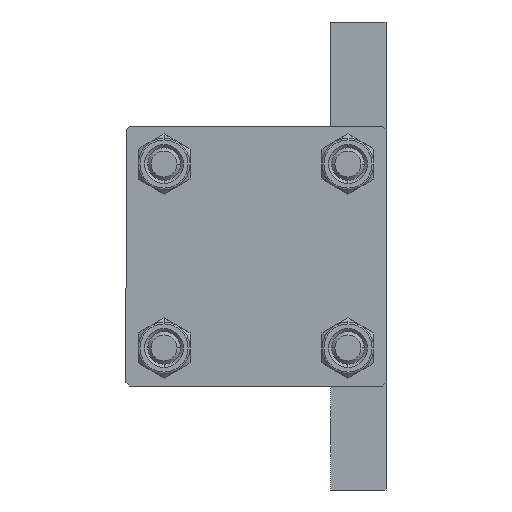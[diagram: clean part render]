
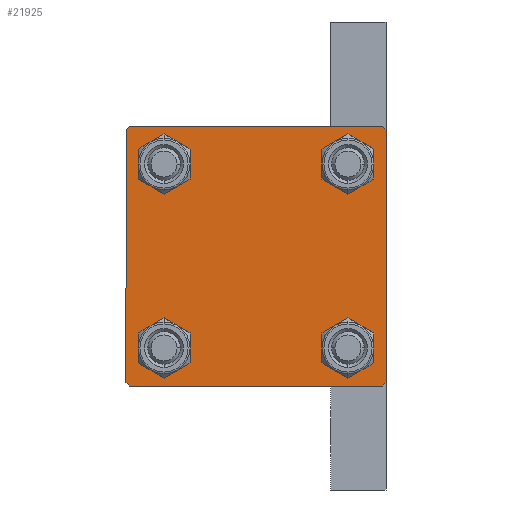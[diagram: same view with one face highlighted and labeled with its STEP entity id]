
A CAD part, left-side view. The second image highlights one B-rep face of the part: STEP entity #21925.
In plain terms, the highlighted planar face has unit normal (-1, 0, 0).
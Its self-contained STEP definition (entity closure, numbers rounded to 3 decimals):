
#102 = CARTESIAN_POINT ( 'NONE',  ( 0., -14.15, 14.15 ) ) ;
#341 = DIRECTION ( 'NONE',  ( 1., 0., 0. ) ) ;
#677 = ORIENTED_EDGE ( 'NONE', *, *, #10637, .T. ) ;
#989 = DIRECTION ( 'NONE',  ( 0., 0.707, 0.707 ) ) ;
#1111 = DIRECTION ( 'NONE',  ( 0., 0., -1. ) ) ;
#2216 = CARTESIAN_POINT ( 'NONE',  ( 0., -19.5, -20. ) ) ;
#3179 = EDGE_CURVE ( 'NONE', #34144, #46327, #4501, .T. ) ;
#3227 = EDGE_CURVE ( 'NONE', #27367, #8595, #26012, .T. ) ;
#3270 = VECTOR ( 'NONE', #34033, 1000. ) ;
#3801 = ORIENTED_EDGE ( 'NONE', *, *, #3227, .T. ) ;
#4501 = CIRCLE ( 'NONE', #36831, 3. ) ;
#4547 = CARTESIAN_POINT ( 'NONE',  ( 0., 20., 19.5 ) ) ;
#4684 = VERTEX_POINT ( 'NONE', #46898 ) ;
#5175 = CARTESIAN_POINT ( 'NONE',  ( 0., 20., -19.5 ) ) ;
#5409 = EDGE_CURVE ( 'NONE', #21547, #19905, #25970, .T. ) ;
#5691 = ORIENTED_EDGE ( 'NONE', *, *, #44008, .T. ) ;
#6446 = VECTOR ( 'NONE', #989, 1000. ) ;
#7011 = CIRCLE ( 'NONE', #8551, 3. ) ;
#7026 = EDGE_CURVE ( 'NONE', #19905, #10785, #36433, .T. ) ;
#7112 = CARTESIAN_POINT ( 'NONE',  ( 0., -14.15, -11.15 ) ) ;
#7175 = ORIENTED_EDGE ( 'NONE', *, *, #7578, .T. ) ;
#7257 = CARTESIAN_POINT ( 'NONE',  ( 0., -14.15, 11.15 ) ) ;
#7578 = EDGE_CURVE ( 'NONE', #15210, #21547, #16283, .T. ) ;
#7804 = AXIS2_PLACEMENT_3D ( 'NONE', #23658, #31359, #20290 ) ;
#7840 = LINE ( 'NONE', #19392, #44195 ) ;
#8527 = DIRECTION ( 'NONE',  ( 0., 0., 1. ) ) ;
#8551 = AXIS2_PLACEMENT_3D ( 'NONE', #102, #341, #43943 ) ;
#8595 = VERTEX_POINT ( 'NONE', #41684 ) ;
#8779 = CARTESIAN_POINT ( 'NONE',  ( 0., 0., 0. ) ) ;
#8906 = CARTESIAN_POINT ( 'NONE',  ( 0., -14.15, -17.15 ) ) ;
#10138 = DIRECTION ( 'NONE',  ( 1., 0., 0. ) ) ;
#10153 = CARTESIAN_POINT ( 'NONE',  ( 0., -20., 19.5 ) ) ;
#10615 = DIRECTION ( 'NONE',  ( 1., 0., 0. ) ) ;
#10637 = EDGE_CURVE ( 'NONE', #23229, #4684, #22412, .T. ) ;
#10785 = VERTEX_POINT ( 'NONE', #27685 ) ;
#12152 = FACE_OUTER_BOUND ( 'NONE', #19494, .T. ) ;
#12331 = DIRECTION ( 'NONE',  ( 0., 0., -1. ) ) ;
#12518 = CARTESIAN_POINT ( 'NONE',  ( 0., -19.75, 19.75 ) ) ;
#12675 = CARTESIAN_POINT ( 'NONE',  ( 0., 19.75, -19.75 ) ) ;
#14081 = VECTOR ( 'NONE', #12331, 1000. ) ;
#14293 = DIRECTION ( 'NONE',  ( 1., 0., 0. ) ) ;
#14573 = VECTOR ( 'NONE', #23070, 1000. ) ;
#15210 = VERTEX_POINT ( 'NONE', #5175 ) ;
#15659 = CARTESIAN_POINT ( 'NONE',  ( 0., 14.15, 14.15 ) ) ;
#16283 = LINE ( 'NONE', #12675, #30656 ) ;
#17816 = EDGE_CURVE ( 'NONE', #25993, #31332, #21019, .T. ) ;
#18309 = CARTESIAN_POINT ( 'NONE',  ( 0., 14.15, -14.15 ) ) ;
#18614 = LINE ( 'NONE', #44188, #3270 ) ;
#18834 = EDGE_LOOP ( 'NONE', ( #40832, #677 ) ) ;
#19316 = LINE ( 'NONE', #30397, #14081 ) ;
#19392 = CARTESIAN_POINT ( 'NONE',  ( 0., 20., 20. ) ) ;
#19494 = EDGE_LOOP ( 'NONE', ( #5691, #7175, #37563, #24348, #40145, #45949, #37946, #39943 ) ) ;
#19802 = VERTEX_POINT ( 'NONE', #25594 ) ;
#19905 = VERTEX_POINT ( 'NONE', #2216 ) ;
#20290 = DIRECTION ( 'NONE',  ( 0., 0., 1. ) ) ;
#21019 = CIRCLE ( 'NONE', #31786, 3. ) ;
#21178 = ORIENTED_EDGE ( 'NONE', *, *, #22128, .T. ) ;
#21547 = VERTEX_POINT ( 'NONE', #26758 ) ;
#21925 = ADVANCED_FACE ( 'NONE', ( #41803, #34320, #33841, #45176, #12152 ), #26360, .T. ) ;
#22128 = EDGE_CURVE ( 'NONE', #8595, #27367, #35451, .T. ) ;
#22412 = CIRCLE ( 'NONE', #7804, 3. ) ;
#23070 = DIRECTION ( 'NONE',  ( 0., -1., 0. ) ) ;
#23229 = VERTEX_POINT ( 'NONE', #7257 ) ;
#23464 = DIRECTION ( 'NONE',  ( 0., 0., 1. ) ) ;
#23658 = CARTESIAN_POINT ( 'NONE',  ( 0., -14.15, 14.15 ) ) ;
#24348 = ORIENTED_EDGE ( 'NONE', *, *, #7026, .T. ) ;
#25397 = EDGE_CURVE ( 'NONE', #31517, #46752, #18614, .T. ) ;
#25594 = CARTESIAN_POINT ( 'NONE',  ( 0., -19.5, 20. ) ) ;
#25970 = LINE ( 'NONE', #34164, #14573 ) ;
#25993 = VERTEX_POINT ( 'NONE', #8906 ) ;
#26012 = CIRCLE ( 'NONE', #30658, 3. ) ;
#26360 = PLANE ( 'NONE',  #36233 ) ;
#26654 = LINE ( 'NONE', #44987, #38342 ) ;
#26742 = EDGE_CURVE ( 'NONE', #31517, #19802, #26654, .T. ) ;
#26758 = CARTESIAN_POINT ( 'NONE',  ( 0., 19.5, -20. ) ) ;
#26825 = CARTESIAN_POINT ( 'NONE',  ( 0., 19.5, 20. ) ) ;
#27360 = DIRECTION ( 'NONE',  ( 0., -0.707, -0.707 ) ) ;
#27367 = VERTEX_POINT ( 'NONE', #36257 ) ;
#27443 = LINE ( 'NONE', #12518, #6446 ) ;
#27685 = CARTESIAN_POINT ( 'NONE',  ( 0., -20., -19.5 ) ) ;
#27970 = CIRCLE ( 'NONE', #46462, 3. ) ;
#30346 = DIRECTION ( 'NONE',  ( 1., 0., 0. ) ) ;
#30397 = CARTESIAN_POINT ( 'NONE',  ( 0., -20., 20. ) ) ;
#30656 = VECTOR ( 'NONE', #27360, 1000. ) ;
#30658 = AXIS2_PLACEMENT_3D ( 'NONE', #18309, #10138, #40020 ) ;
#31332 = VERTEX_POINT ( 'NONE', #7112 ) ;
#31359 = DIRECTION ( 'NONE',  ( 1., 0., 0. ) ) ;
#31517 = VERTEX_POINT ( 'NONE', #26825 ) ;
#31542 = EDGE_CURVE ( 'NONE', #31332, #25993, #42373, .T. ) ;
#31554 = ORIENTED_EDGE ( 'NONE', *, *, #43118, .T. ) ;
#31786 = AXIS2_PLACEMENT_3D ( 'NONE', #41941, #45313, #34453 ) ;
#32348 = DIRECTION ( 'NONE',  ( 0., 0., 1. ) ) ;
#32586 = CARTESIAN_POINT ( 'NONE',  ( 0., 14.15, -14.15 ) ) ;
#32652 = EDGE_CURVE ( 'NONE', #4684, #23229, #7011, .T. ) ;
#33460 = VERTEX_POINT ( 'NONE', #10153 ) ;
#33841 = FACE_BOUND ( 'NONE', #46164, .T. ) ;
#34033 = DIRECTION ( 'NONE',  ( 0., 0.707, -0.707 ) ) ;
#34135 = DIRECTION ( 'NONE',  ( 0., -1., 0. ) ) ;
#34144 = VERTEX_POINT ( 'NONE', #37903 ) ;
#34164 = CARTESIAN_POINT ( 'NONE',  ( 0., 20., -20. ) ) ;
#34320 = FACE_BOUND ( 'NONE', #36148, .T. ) ;
#34453 = DIRECTION ( 'NONE',  ( 0., 0., 1. ) ) ;
#34558 = ORIENTED_EDGE ( 'NONE', *, *, #3179, .T. ) ;
#35451 = CIRCLE ( 'NONE', #37788, 3. ) ;
#35943 = ORIENTED_EDGE ( 'NONE', *, *, #17816, .T. ) ;
#36148 = EDGE_LOOP ( 'NONE', ( #42267, #35943 ) ) ;
#36233 = AXIS2_PLACEMENT_3D ( 'NONE', #8779, #37468, #23464 ) ;
#36257 = CARTESIAN_POINT ( 'NONE',  ( 0., 14.15, -11.15 ) ) ;
#36433 = LINE ( 'NONE', #42721, #36785 ) ;
#36634 = CARTESIAN_POINT ( 'NONE',  ( 0., 14.15, 14.15 ) ) ;
#36785 = VECTOR ( 'NONE', #39348, 1000. ) ;
#36831 = AXIS2_PLACEMENT_3D ( 'NONE', #36634, #10615, #43147 ) ;
#37468 = DIRECTION ( 'NONE',  ( -1., 0., 0. ) ) ;
#37563 = ORIENTED_EDGE ( 'NONE', *, *, #5409, .T. ) ;
#37788 = AXIS2_PLACEMENT_3D ( 'NONE', #32586, #14293, #32348 ) ;
#37903 = CARTESIAN_POINT ( 'NONE',  ( 0., 14.15, 11.15 ) ) ;
#37931 = CARTESIAN_POINT ( 'NONE',  ( 0., -14.15, -14.15 ) ) ;
#37946 = ORIENTED_EDGE ( 'NONE', *, *, #26742, .F. ) ;
#38342 = VECTOR ( 'NONE', #34135, 1000. ) ;
#39271 = CARTESIAN_POINT ( 'NONE',  ( 0., 14.15, 17.15 ) ) ;
#39348 = DIRECTION ( 'NONE',  ( 0., -0.707, 0.707 ) ) ;
#39943 = ORIENTED_EDGE ( 'NONE', *, *, #25397, .T. ) ;
#40020 = DIRECTION ( 'NONE',  ( 0., 0., 1. ) ) ;
#40145 = ORIENTED_EDGE ( 'NONE', *, *, #41876, .F. ) ;
#40832 = ORIENTED_EDGE ( 'NONE', *, *, #32652, .T. ) ;
#41684 = CARTESIAN_POINT ( 'NONE',  ( 0., 14.15, -17.15 ) ) ;
#41803 = FACE_BOUND ( 'NONE', #18834, .T. ) ;
#41876 = EDGE_CURVE ( 'NONE', #33460, #10785, #19316, .T. ) ;
#41926 = DIRECTION ( 'NONE',  ( 0., 0., 1. ) ) ;
#41941 = CARTESIAN_POINT ( 'NONE',  ( 0., -14.15, -14.15 ) ) ;
#42267 = ORIENTED_EDGE ( 'NONE', *, *, #31542, .T. ) ;
#42373 = CIRCLE ( 'NONE', #46975, 3. ) ;
#42721 = CARTESIAN_POINT ( 'NONE',  ( 0., -19.75, -19.75 ) ) ;
#43042 = EDGE_CURVE ( 'NONE', #33460, #19802, #27443, .T. ) ;
#43118 = EDGE_CURVE ( 'NONE', #46327, #34144, #27970, .T. ) ;
#43147 = DIRECTION ( 'NONE',  ( 0., 0., 1. ) ) ;
#43943 = DIRECTION ( 'NONE',  ( 0., 0., 1. ) ) ;
#44008 = EDGE_CURVE ( 'NONE', #46752, #15210, #7840, .T. ) ;
#44106 = EDGE_LOOP ( 'NONE', ( #31554, #34558 ) ) ;
#44188 = CARTESIAN_POINT ( 'NONE',  ( 0., 19.75, 19.75 ) ) ;
#44195 = VECTOR ( 'NONE', #1111, 1000. ) ;
#44987 = CARTESIAN_POINT ( 'NONE',  ( 0., 20., 20. ) ) ;
#45176 = FACE_BOUND ( 'NONE', #44106, .T. ) ;
#45313 = DIRECTION ( 'NONE',  ( 1., 0., 0. ) ) ;
#45879 = DIRECTION ( 'NONE',  ( 1., 0., 0. ) ) ;
#45949 = ORIENTED_EDGE ( 'NONE', *, *, #43042, .T. ) ;
#46164 = EDGE_LOOP ( 'NONE', ( #3801, #21178 ) ) ;
#46327 = VERTEX_POINT ( 'NONE', #39271 ) ;
#46462 = AXIS2_PLACEMENT_3D ( 'NONE', #15659, #30346, #41926 ) ;
#46752 = VERTEX_POINT ( 'NONE', #4547 ) ;
#46898 = CARTESIAN_POINT ( 'NONE',  ( 0., -14.15, 17.15 ) ) ;
#46975 = AXIS2_PLACEMENT_3D ( 'NONE', #37931, #45879, #8527 ) ;
